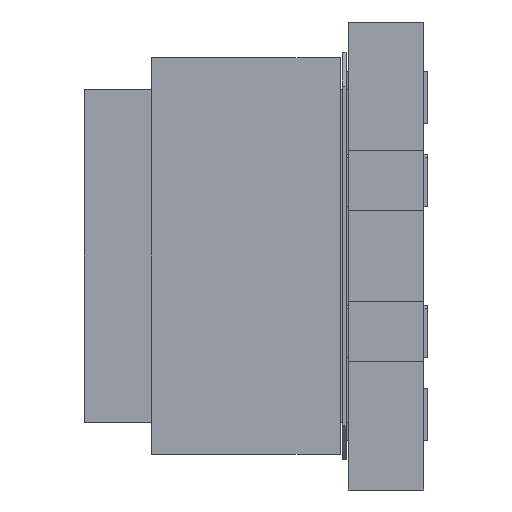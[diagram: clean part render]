
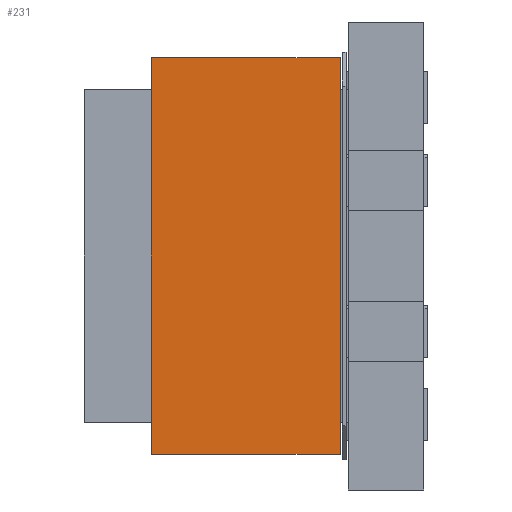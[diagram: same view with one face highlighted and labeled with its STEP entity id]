
A CAD part, left-side view. The second image highlights one B-rep face of the part: STEP entity #231.
In plain terms, the highlighted planar face has unit normal (-1, 0, 0).
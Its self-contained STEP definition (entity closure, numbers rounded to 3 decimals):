
#231 = ADVANCED_FACE ( 'NONE', ( #4963 ), #4480, .F. ) ;
#1084 = DIRECTION ( 'NONE',  ( 0., 0., -1. ) ) ;
#1212 = VECTOR ( 'NONE', #5733, 1000. ) ;
#1466 = LINE ( 'NONE', #3359, #1212 ) ;
#1562 = DIRECTION ( 'NONE',  ( 0., 1., 0. ) ) ;
#1813 = VECTOR ( 'NONE', #4900, 1000. ) ;
#1935 = EDGE_CURVE ( 'NONE', #5512, #2749, #4300, .T. ) ;
#2095 = EDGE_CURVE ( 'NONE', #5859, #5512, #1466, .T. ) ;
#2191 = CARTESIAN_POINT ( 'NONE',  ( -2.66, 3.61, 2.625 ) ) ;
#2484 = EDGE_LOOP ( 'NONE', ( #2597, #3282, #5782, #5901 ) ) ;
#2551 = CARTESIAN_POINT ( 'NONE',  ( -2.66, 1.11, -2.625 ) ) ;
#2597 = ORIENTED_EDGE ( 'NONE', *, *, #5094, .T. ) ;
#2749 = VERTEX_POINT ( 'NONE', #4978 ) ;
#2910 = EDGE_CURVE ( 'NONE', #5859, #4882, #4654, .T. ) ;
#2969 = CARTESIAN_POINT ( 'NONE',  ( -2.66, 1.11, -2.625 ) ) ;
#3165 = VECTOR ( 'NONE', #1562, 1000. ) ;
#3212 = CARTESIAN_POINT ( 'NONE',  ( -2.66, 3.61, 2.625 ) ) ;
#3282 = ORIENTED_EDGE ( 'NONE', *, *, #2910, .F. ) ;
#3359 = CARTESIAN_POINT ( 'NONE',  ( -2.66, 3.61, -2.625 ) ) ;
#3478 = CARTESIAN_POINT ( 'NONE',  ( -2.66, 3.61, 2.625 ) ) ;
#3933 = LINE ( 'NONE', #5890, #3165 ) ;
#3935 = AXIS2_PLACEMENT_3D ( 'NONE', #3478, #5410, #1084 ) ;
#4211 = VECTOR ( 'NONE', #5581, 1000. ) ;
#4300 = LINE ( 'NONE', #2969, #1813 ) ;
#4480 = PLANE ( 'NONE',  #3935 ) ;
#4654 = LINE ( 'NONE', #3212, #4211 ) ;
#4882 = VERTEX_POINT ( 'NONE', #2191 ) ;
#4900 = DIRECTION ( 'NONE',  ( 0., 0., 1. ) ) ;
#4963 = FACE_OUTER_BOUND ( 'NONE', #2484, .T. ) ;
#4978 = CARTESIAN_POINT ( 'NONE',  ( -2.66, 1.11, 2.625 ) ) ;
#5094 = EDGE_CURVE ( 'NONE', #2749, #4882, #3933, .T. ) ;
#5410 = DIRECTION ( 'NONE',  ( 1., 0., 0. ) ) ;
#5427 = CARTESIAN_POINT ( 'NONE',  ( -2.66, 3.61, -2.625 ) ) ;
#5512 = VERTEX_POINT ( 'NONE', #2551 ) ;
#5581 = DIRECTION ( 'NONE',  ( 0., 0., 1. ) ) ;
#5733 = DIRECTION ( 'NONE',  ( 0., -1., 0. ) ) ;
#5782 = ORIENTED_EDGE ( 'NONE', *, *, #2095, .T. ) ;
#5859 = VERTEX_POINT ( 'NONE', #5427 ) ;
#5890 = CARTESIAN_POINT ( 'NONE',  ( -2.66, 3.61, 2.625 ) ) ;
#5901 = ORIENTED_EDGE ( 'NONE', *, *, #1935, .T. ) ;
